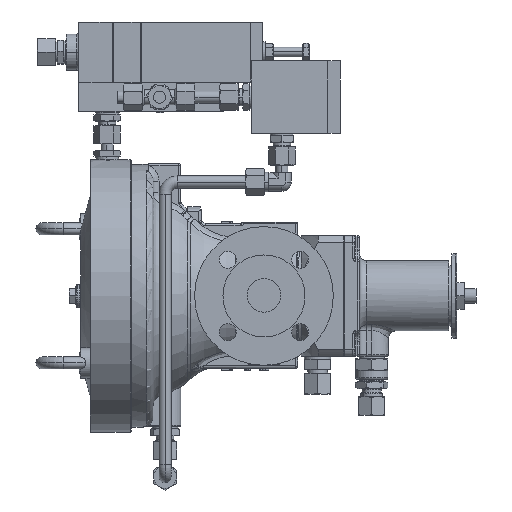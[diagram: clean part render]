
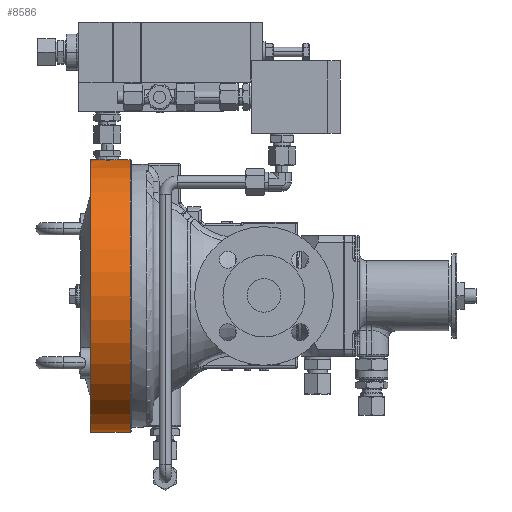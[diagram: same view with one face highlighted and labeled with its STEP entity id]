
A CAD part, left-side view. The second image highlights one B-rep face of the part: STEP entity #8586.
In plain terms, the highlighted cylindrical face has radius 113 mm (diameter 226 mm), a partial arc.
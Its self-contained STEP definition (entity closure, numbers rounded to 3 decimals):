
#3251 = VERTEX_POINT ( 'NONE', #46258 ) ;
#4015 = DIRECTION ( 'NONE',  ( 0., 1., 0. ) ) ;
#4744 = LINE ( 'NONE', #49598, #29502 ) ;
#4901 = VERTEX_POINT ( 'NONE', #35057 ) ;
#5930 = CARTESIAN_POINT ( 'NONE',  ( -30.774, 129.343, 112.5 ) ) ;
#6286 = ORIENTED_EDGE ( 'NONE', *, *, #84301, .F. ) ;
#7247 = CARTESIAN_POINT ( 'NONE',  ( -33.272, 118.062, 112.473 ) ) ;
#8586 = ADVANCED_FACE ( 'Defeature ausgef�hrt1_16', ( #66959 ), #53234, .T. ) ;
#11886 = CARTESIAN_POINT ( 'NONE',  ( -30.774, 88.343, -0.5 ) ) ;
#13253 = DIRECTION ( 'NONE',  ( 0., 1., 0. ) ) ;
#13585 = CARTESIAN_POINT ( 'NONE',  ( -40.948, 103.117, 112.041 ) ) ;
#14574 = CARTESIAN_POINT ( 'NONE',  ( -33.27, 96.624, 112.473 ) ) ;
#18099 = ORIENTED_EDGE ( 'NONE', *, *, #90786, .T. ) ;
#22177 = CARTESIAN_POINT ( 'NONE',  ( -39.512, 100.622, 112.162 ) ) ;
#23340 = EDGE_CURVE ( 'Defeature ausgef�hrt1_16+Defeature ausgef�hrt1_1146+Defeature ausgef�hrt1_1146+Defeature ausgef�hrt1_1146', #100496, #3251, #87609, .T. ) ;
#25290 = ORIENTED_EDGE ( 'NONE', *, *, #78289, .T. ) ;
#26835 = VERTEX_POINT ( 'NONE', #101798 ) ;
#29154 = CARTESIAN_POINT ( 'NONE',  ( -33.618, 96.711, 112.465 ) ) ;
#29502 = VECTOR ( 'NONE', #72854, 1000. ) ;
#29933 = DIRECTION ( 'NONE',  ( 0., 0., -1. ) ) ;
#30097 = VECTOR ( 'NONE', #13253, 1000. ) ;
#30191 = CARTESIAN_POINT ( 'NONE',  ( -41.774, 106.616, 111.963 ) ) ;
#30802 = CARTESIAN_POINT ( 'NONE',  ( -35.638, 117.216, 112.396 ) ) ;
#32452 = EDGE_CURVE ( 'Defeature ausgef�hrt1_16+Defeature ausgef�hrt1_457+Defeature ausgef�hrt1_457+Defeature ausgef�hrt1_457', #66151, #46162, #54927, .T. ) ;
#35057 = CARTESIAN_POINT ( 'NONE',  ( -30.774, 120.843, -113.5 ) ) ;
#36735 = CARTESIAN_POINT ( 'NONE',  ( -41.072, 111.225, 112.03 ) ) ;
#36807 = CARTESIAN_POINT ( 'NONE',  ( -41.489, 104.831, 111.991 ) ) ;
#36882 = DIRECTION ( 'NONE',  ( 0., -1., 0. ) ) ;
#37142 = CARTESIAN_POINT ( 'NONE',  ( -37.469, 98.608, 112.302 ) ) ;
#37431 = CARTESIAN_POINT ( 'NONE',  ( -41.702, 108.786, 111.97 ) ) ;
#37505 = CARTESIAN_POINT ( 'NONE',  ( -40.302, 101.834, 112.098 ) ) ;
#37761 = CARTESIAN_POINT ( 'NONE',  ( -41.774, 108.07, 111.963 ) ) ;
#37832 = CARTESIAN_POINT ( 'NONE',  ( -36.282, 97.795, 112.367 ) ) ;
#38114 = CARTESIAN_POINT ( 'NONE',  ( -30.774, 118.343, 112.5 ) ) ;
#38181 = CARTESIAN_POINT ( 'NONE',  ( -41.191, 103.791, 112.019 ) ) ;
#39113 = CARTESIAN_POINT ( 'NONE',  ( -34.989, 117.522, 112.423 ) ) ;
#39458 = CARTESIAN_POINT ( 'NONE',  ( -38.803, 114.871, 112.215 ) ) ;
#41654 = DIRECTION ( 'NONE',  ( 0., 1., 0. ) ) ;
#45056 = CARTESIAN_POINT ( 'NONE',  ( -41.4, 104.479, 111.999 ) ) ;
#45743 = CARTESIAN_POINT ( 'NONE',  ( -37.178, 98.393, 112.319 ) ) ;
#46162 = VERTEX_POINT ( 'NONE', #57381 ) ;
#46258 = CARTESIAN_POINT ( 'NONE',  ( -41.774, 107.343, 111.963 ) ) ;
#46702 = CARTESIAN_POINT ( 'NONE',  ( -38.042, 115.631, 112.267 ) ) ;
#47037 = CARTESIAN_POINT ( 'NONE',  ( -39.045, 114.604, 112.197 ) ) ;
#47390 = CARTESIAN_POINT ( 'NONE',  ( -36.273, 116.876, 112.367 ) ) ;
#49598 = CARTESIAN_POINT ( 'NONE',  ( -30.774, 129.343, 112.5 ) ) ;
#49969 = DIRECTION ( 'NONE',  ( 0., 0., 1. ) ) ;
#50922 = ORIENTED_EDGE ( 'NONE', *, *, #32452, .T. ) ;
#52461 = ORIENTED_EDGE ( 'NONE', *, *, #97798, .T. ) ;
#52644 = CARTESIAN_POINT ( 'NONE',  ( -39.505, 114.044, 112.162 ) ) ;
#52708 = CARTESIAN_POINT ( 'NONE',  ( -32.216, 96.414, 112.493 ) ) ;
#52830 = ORIENTED_EDGE ( 'NONE', *, *, #101717, .T. ) ;
#53234 = CYLINDRICAL_SURFACE ( 'NONE', #73523, 113. ) ;
#54707 = CARTESIAN_POINT ( 'NONE',  ( -37.488, 116.086, 112.302 ) ) ;
#54927 = CIRCLE ( 'NONE', #79701, 113. ) ;
#55529 = VERTEX_POINT ( 'NONE', #77178 ) ;
#56918 = CARTESIAN_POINT ( 'NONE',  ( -30.774, 129.343, -0.5 ) ) ;
#57381 = CARTESIAN_POINT ( 'NONE',  ( -30.774, 88.343, 112.5 ) ) ;
#60288 = CARTESIAN_POINT ( 'NONE',  ( -41.492, 109.841, 111.991 ) ) ;
#60681 = CARTESIAN_POINT ( 'NONE',  ( -41.774, 107.343, 111.963 ) ) ;
#61370 = CARTESIAN_POINT ( 'NONE',  ( -35.651, 97.457, 112.397 ) ) ;
#61719 = CARTESIAN_POINT ( 'NONE',  ( -39.056, 100.069, 112.197 ) ) ;
#62063 = CARTESIAN_POINT ( 'NONE',  ( -31.5, 96.343, 112.5 ) ) ;
#65817 = VECTOR ( 'NONE', #4015, 1000. ) ;
#66053 = LINE ( 'NONE', #5930, #30097 ) ;
#66151 = VERTEX_POINT ( 'NONE', #84749 ) ;
#66959 = FACE_OUTER_BOUND ( 'NONE', #92304, .T. ) ;
#68238 = CARTESIAN_POINT ( 'NONE',  ( -41.195, 110.881, 112.018 ) ) ;
#68574 = CARTESIAN_POINT ( 'NONE',  ( -39.721, 113.752, 112.145 ) ) ;
#68908 = CARTESIAN_POINT ( 'NONE',  ( -41.774, 107.343, 111.963 ) ) ;
#69052 = AXIS2_PLACEMENT_3D ( 'NONE', #92049, #36882, #29933 ) ;
#69991 = CARTESIAN_POINT ( 'NONE',  ( -34.652, 97.043, 112.434 ) ) ;
#70276 = CARTESIAN_POINT ( 'NONE',  ( -32.206, 118.273, 112.493 ) ) ;
#70628 = CARTESIAN_POINT ( 'NONE',  ( -31.492, 118.343, 112.5 ) ) ;
#72854 = DIRECTION ( 'NONE',  ( 0., 1., 0. ) ) ;
#73523 = AXIS2_PLACEMENT_3D ( 'NONE', #56918, #41654, #97238 ) ;
#77178 = CARTESIAN_POINT ( 'NONE',  ( -30.774, 118.343, 112.5 ) ) ;
#77671 = CARTESIAN_POINT ( 'NONE',  ( -40.641, 102.469, 112.068 ) ) ;
#78289 = EDGE_CURVE ( 'NONE', #46162, #100496, #4744, .T. ) ;
#79701 = AXIS2_PLACEMENT_3D ( 'NONE', #11886, #89537, #49969 ) ;
#80793 = LINE ( 'NONE', #99047, #65817 ) ;
#81090 = CARTESIAN_POINT ( 'NONE',  ( -30.774, 96.343, 112.5 ) ) ;
#84287 = CARTESIAN_POINT ( 'NONE',  ( -41.405, 110.19, 111.999 ) ) ;
#84301 = EDGE_CURVE ( 'NONE', #66151, #4901, #80793, .T. ) ;
#84690 = CARTESIAN_POINT ( 'NONE',  ( -34.309, 96.92, 112.445 ) ) ;
#84749 = CARTESIAN_POINT ( 'NONE',  ( -30.774, 88.343, -113.5 ) ) ;
#85018 = CARTESIAN_POINT ( 'NONE',  ( -40.115, 101.522, 112.113 ) ) ;
#85645 = CARTESIAN_POINT ( 'NONE',  ( -33.625, 117.973, 112.465 ) ) ;
#85756 = ORIENTED_EDGE ( 'NONE', *, *, #23340, .T. ) ;
#86651 = CARTESIAN_POINT ( 'NONE',  ( -36.585, 116.689, 112.351 ) ) ;
#87525 = B_SPLINE_CURVE_WITH_KNOTS ( 'NONE', 3,
 ( #68908, #37761, #37431, #60288, #84287, #68238, #36735, #92247, #100239, #68574, #52644, #47037, #39458, #46702, #54707, #86651, #47390, #30802, #39113, #94327, #85645, #7247, #70276, #70628, #38114 ),
 .UNSPECIFIED., .F., .F.,
 ( 4, 2, 2, 2, 2, 2, 2, 2, 2, 1, 2, 2, 4 ),
 ( 0., 0.002, 0.003, 0.004, 0.006, 0.008, 0.009, 0.011, 0.012, 0.013, 0.014, 0.015, 0.017 ),
 .UNSPECIFIED. ) ;
#87609 = B_SPLINE_CURVE_WITH_KNOTS ( 'NONE', 3,
 ( #100978, #62063, #52708, #14574, #29154, #84690, #69991, #61370, #37832, #45743, #37142, #92659, #101328, #61719, #22177, #85018, #37505, #77671, #13585, #38181, #45056, #36807, #100636, #30191, #60681 ),
 .UNSPECIFIED., .F., .F.,
 ( 4, 2, 2, 2, 2, 2, 2, 2, 2, 1, 2, 2, 4 ),
 ( 0.052, 0.054, 0.055, 0.056, 0.058, 0.059, 0.06, 0.062, 0.063, 0.065, 0.066, 0.067, 0.069 ),
 .UNSPECIFIED. ) ;
#88049 = CIRCLE ( 'NONE', #69052, 113. ) ;
#89537 = DIRECTION ( 'NONE',  ( 0., 1., 0. ) ) ;
#90786 = EDGE_CURVE ( 'Defeature ausgef�hrt1_16+Defeature ausgef�hrt1_1146+Defeature ausgef�hrt1_1146+Defeature ausgef�hrt1_1146', #3251, #55529, #87525, .T. ) ;
#92049 = CARTESIAN_POINT ( 'NONE',  ( -30.774, 120.843, -0.5 ) ) ;
#92247 = CARTESIAN_POINT ( 'NONE',  ( -40.658, 112.224, 112.067 ) ) ;
#92304 = EDGE_LOOP ( 'NONE', ( #50922, #25290, #85756, #18099, #52830, #52461, #6286 ) ) ;
#92659 = CARTESIAN_POINT ( 'NONE',  ( -38.029, 99.067, 112.267 ) ) ;
#94327 = CARTESIAN_POINT ( 'NONE',  ( -34.314, 117.764, 112.445 ) ) ;
#97238 = DIRECTION ( 'NONE',  ( 0., 0., -1. ) ) ;
#97798 = EDGE_CURVE ( 'Defeature ausgef�hrt1_16+Defeature ausgef�hrt1_456+Defeature ausgef�hrt1_456+Defeature ausgef�hrt1_456', #26835, #4901, #88049, .T. ) ;
#99047 = CARTESIAN_POINT ( 'NONE',  ( -30.774, 129.343, -113.5 ) ) ;
#100239 = CARTESIAN_POINT ( 'NONE',  ( -40.32, 112.856, 112.097 ) ) ;
#100496 = VERTEX_POINT ( 'NONE', #81090 ) ;
#100636 = CARTESIAN_POINT ( 'NONE',  ( -41.702, 105.898, 111.97 ) ) ;
#100978 = CARTESIAN_POINT ( 'NONE',  ( -30.774, 96.343, 112.5 ) ) ;
#101328 = CARTESIAN_POINT ( 'NONE',  ( -38.296, 99.309, 112.25 ) ) ;
#101717 = EDGE_CURVE ( 'NONE', #55529, #26835, #66053, .T. ) ;
#101798 = CARTESIAN_POINT ( 'NONE',  ( -30.774, 120.843, 112.5 ) ) ;
